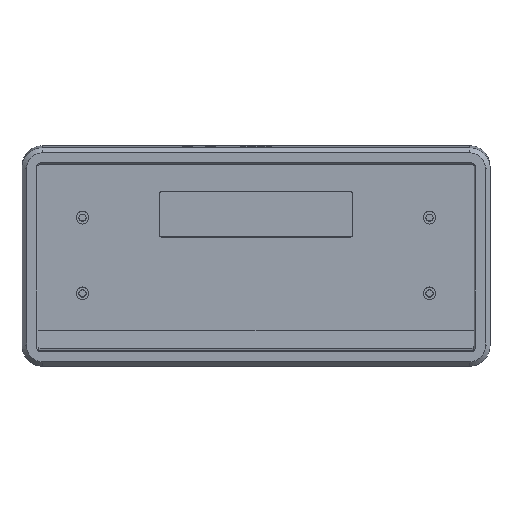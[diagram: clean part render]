
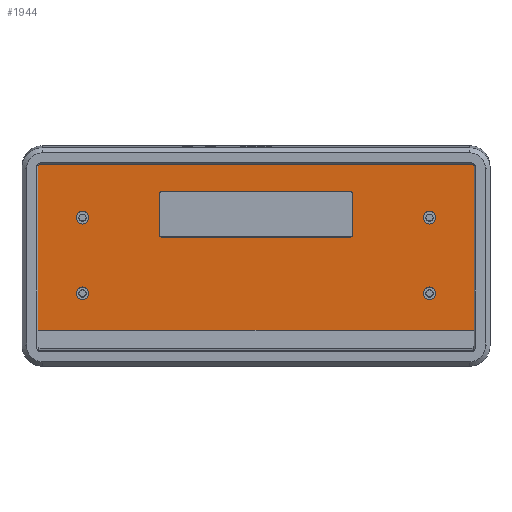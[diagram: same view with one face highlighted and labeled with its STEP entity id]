
A CAD part, top view. The second image highlights one B-rep face of the part: STEP entity #1944.
In plain terms, the highlighted planar face has unit normal (0, -0.052, 0.999).
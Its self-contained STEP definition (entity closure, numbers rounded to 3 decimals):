
#44=FACE_BOUND('',#358,.T.);
#45=FACE_BOUND('',#359,.T.);
#46=FACE_BOUND('',#360,.T.);
#47=FACE_BOUND('',#361,.T.);
#48=FACE_BOUND('',#362,.T.);
#117=CIRCLE('',#2087,1.);
#119=CIRCLE('',#2091,1.);
#121=CIRCLE('',#2095,1.);
#123=CIRCLE('',#2099,1.);
#124=CIRCLE('',#2107,1.);
#125=CIRCLE('',#2108,1.);
#126=CIRCLE('',#2109,2.75);
#127=CIRCLE('',#2110,2.75);
#128=CIRCLE('',#2111,2.75);
#129=CIRCLE('',#2112,2.75);
#232=FACE_OUTER_BOUND('',#357,.T.);
#357=EDGE_LOOP('',(#1479,#1480,#1481,#1482,#1483,#1484,#1485,#1486));
#358=EDGE_LOOP('',(#1487,#1488,#1489,#1490,#1491,#1492,#1493,#1494));
#359=EDGE_LOOP('',(#1495));
#360=EDGE_LOOP('',(#1496));
#361=EDGE_LOOP('',(#1497));
#362=EDGE_LOOP('',(#1498));
#513=LINE('',#2996,#698);
#519=LINE('',#3011,#704);
#523=LINE('',#3023,#708);
#526=LINE('',#3032,#711);
#528=LINE('',#3041,#713);
#531=LINE('',#3049,#716);
#535=LINE('',#3057,#720);
#536=LINE('',#3061,#721);
#537=LINE('',#3063,#722);
#538=LINE('',#3065,#723);
#698=VECTOR('',#2418,10.);
#704=VECTOR('',#2432,10.);
#708=VECTOR('',#2444,10.);
#711=VECTOR('',#2455,10.);
#713=VECTOR('',#2463,10.);
#716=VECTOR('',#2470,10.);
#720=VECTOR('',#2476,10.);
#721=VECTOR('',#2479,10.);
#722=VECTOR('',#2480,10.);
#723=VECTOR('',#2481,10.);
#879=VERTEX_POINT('',#2989);
#880=VERTEX_POINT('',#2991);
#881=VERTEX_POINT('',#2995);
#885=VERTEX_POINT('',#3004);
#886=VERTEX_POINT('',#3006);
#889=VERTEX_POINT('',#3016);
#890=VERTEX_POINT('',#3018);
#892=VERTEX_POINT('',#3027);
#895=VERTEX_POINT('',#3038);
#896=VERTEX_POINT('',#3040);
#899=VERTEX_POINT('',#3048);
#902=VERTEX_POINT('',#3056);
#903=VERTEX_POINT('',#3058);
#904=VERTEX_POINT('',#3060);
#905=VERTEX_POINT('',#3062);
#906=VERTEX_POINT('',#3064);
#907=VERTEX_POINT('',#3067);
#908=VERTEX_POINT('',#3069);
#909=VERTEX_POINT('',#3071);
#910=VERTEX_POINT('',#3073);
#1083=EDGE_CURVE('',#879,#880,#117,.T.);
#1085=EDGE_CURVE('',#881,#880,#513,.T.);
#1090=EDGE_CURVE('',#885,#886,#119,.T.);
#1093=EDGE_CURVE('',#879,#886,#519,.T.);
#1096=EDGE_CURVE('',#889,#890,#121,.T.);
#1099=EDGE_CURVE('',#885,#890,#523,.T.);
#1101=EDGE_CURVE('',#881,#892,#123,.T.);
#1104=EDGE_CURVE('',#889,#892,#526,.T.);
#1107=EDGE_CURVE('',#896,#895,#528,.T.);
#1111=EDGE_CURVE('',#896,#899,#531,.T.);
#1115=EDGE_CURVE('',#902,#895,#535,.T.);
#1116=EDGE_CURVE('',#902,#903,#124,.T.);
#1117=EDGE_CURVE('',#904,#903,#536,.T.);
#1118=EDGE_CURVE('',#905,#904,#537,.T.);
#1119=EDGE_CURVE('',#906,#905,#538,.T.);
#1120=EDGE_CURVE('',#906,#899,#125,.T.);
#1121=EDGE_CURVE('',#907,#907,#126,.T.);
#1122=EDGE_CURVE('',#908,#908,#127,.T.);
#1123=EDGE_CURVE('',#909,#909,#128,.T.);
#1124=EDGE_CURVE('',#910,#910,#129,.T.);
#1479=ORIENTED_EDGE('',*,*,#1107,.T.);
#1480=ORIENTED_EDGE('',*,*,#1115,.F.);
#1481=ORIENTED_EDGE('',*,*,#1116,.T.);
#1482=ORIENTED_EDGE('',*,*,#1117,.F.);
#1483=ORIENTED_EDGE('',*,*,#1118,.F.);
#1484=ORIENTED_EDGE('',*,*,#1119,.F.);
#1485=ORIENTED_EDGE('',*,*,#1120,.T.);
#1486=ORIENTED_EDGE('',*,*,#1111,.F.);
#1487=ORIENTED_EDGE('',*,*,#1093,.T.);
#1488=ORIENTED_EDGE('',*,*,#1090,.F.);
#1489=ORIENTED_EDGE('',*,*,#1099,.T.);
#1490=ORIENTED_EDGE('',*,*,#1096,.F.);
#1491=ORIENTED_EDGE('',*,*,#1104,.T.);
#1492=ORIENTED_EDGE('',*,*,#1101,.F.);
#1493=ORIENTED_EDGE('',*,*,#1085,.T.);
#1494=ORIENTED_EDGE('',*,*,#1083,.F.);
#1495=ORIENTED_EDGE('',*,*,#1121,.T.);
#1496=ORIENTED_EDGE('',*,*,#1122,.T.);
#1497=ORIENTED_EDGE('',*,*,#1123,.T.);
#1498=ORIENTED_EDGE('',*,*,#1124,.T.);
#1862=PLANE('',#2106);
#1944=ADVANCED_FACE('',(#232,#44,#45,#46,#47,#48),#1862,.F.);
#2087=AXIS2_PLACEMENT_3D('',#2992,#2413,#2414);
#2091=AXIS2_PLACEMENT_3D('',#3007,#2426,#2427);
#2095=AXIS2_PLACEMENT_3D('',#3019,#2438,#2439);
#2099=AXIS2_PLACEMENT_3D('',#3028,#2449,#2450);
#2106=AXIS2_PLACEMENT_3D('',#3055,#2474,#2475);
#2107=AXIS2_PLACEMENT_3D('',#3059,#2477,#2478);
#2108=AXIS2_PLACEMENT_3D('',#3066,#2482,#2483);
#2109=AXIS2_PLACEMENT_3D('',#3068,#2484,#2485);
#2110=AXIS2_PLACEMENT_3D('',#3070,#2486,#2487);
#2111=AXIS2_PLACEMENT_3D('',#3072,#2488,#2489);
#2112=AXIS2_PLACEMENT_3D('',#3074,#2490,#2491);
#2413=DIRECTION('center_axis',(0.,-0.052,
0.999));
#2414=DIRECTION('ref_axis',(0.707,0.706,0.037));
#2418=DIRECTION('',(1.,0.,0.));
#2426=DIRECTION('center_axis',(0.,-0.052,
0.999));
#2427=DIRECTION('ref_axis',(0.707,-0.706,-0.037));
#2432=DIRECTION('',(0.,-0.999,-0.052));
#2438=DIRECTION('center_axis',(0.,-0.052,
0.999));
#2439=DIRECTION('ref_axis',(-0.707,-0.706,-0.037));
#2444=DIRECTION('',(-1.,0.,0.));
#2449=DIRECTION('center_axis',(0.,-0.052,
0.999));
#2450=DIRECTION('ref_axis',(-0.707,0.706,0.037));
#2455=DIRECTION('',(0.,0.999,0.052));
#2463=DIRECTION('',(1.,0.,0.));
#2470=DIRECTION('',(0.,0.999,0.052));
#2474=DIRECTION('center_axis',(0.,0.052,
-0.999));
#2475=DIRECTION('ref_axis',(1.,0.,0.));
#2476=DIRECTION('',(0.,-0.999,-0.052));
#2477=DIRECTION('center_axis',(0.,-0.052,
0.999));
#2478=DIRECTION('ref_axis',(0.707,0.706,0.037));
#2479=DIRECTION('',(1.,0.,0.));
#2480=DIRECTION('',(1.,0.,0.));
#2481=DIRECTION('',(1.,0.,0.));
#2482=DIRECTION('center_axis',(0.,-0.052,
0.999));
#2483=DIRECTION('ref_axis',(-0.707,0.706,0.037));
#2484=DIRECTION('center_axis',(0.,0.052,
-0.999));
#2485=DIRECTION('ref_axis',(-1.,0.,0.));
#2486=DIRECTION('center_axis',(0.,0.052,
-0.999));
#2487=DIRECTION('ref_axis',(-1.,0.,0.));
#2488=DIRECTION('center_axis',(0.,0.052,
-0.999));
#2489=DIRECTION('ref_axis',(-1.,0.,0.));
#2490=DIRECTION('center_axis',(0.,0.052,
-0.999));
#2491=DIRECTION('ref_axis',(-1.,0.,0.));
#2989=CARTESIAN_POINT('',(162.758,80.679,3.926));
#2991=CARTESIAN_POINT('',(161.758,81.678,3.978));
#2992=CARTESIAN_POINT('Origin',(161.758,80.679,3.926));
#2995=CARTESIAN_POINT('',(78.758,81.678,3.978));
#2996=CARTESIAN_POINT('',(99.008,81.678,3.978));
#3004=CARTESIAN_POINT('',(161.758,61.705,2.931));
#3006=CARTESIAN_POINT('',(162.758,62.704,2.984));
#3007=CARTESIAN_POINT('Origin',(161.758,62.704,2.984));
#3011=CARTESIAN_POINT('',(162.758,67.706,3.246));
#3016=CARTESIAN_POINT('',(77.758,62.704,2.984));
#3018=CARTESIAN_POINT('',(78.758,61.705,2.931));
#3019=CARTESIAN_POINT('Origin',(78.758,62.704,2.984));
#3023=CARTESIAN_POINT('',(141.508,61.705,2.931));
#3027=CARTESIAN_POINT('',(77.758,80.679,3.926));
#3028=CARTESIAN_POINT('Origin',(78.758,80.679,3.926));
#3032=CARTESIAN_POINT('',(77.758,57.72,2.722));
#3038=CARTESIAN_POINT('',(216.008,20.804,0.788));
#3040=CARTESIAN_POINT('',(24.508,20.804,0.788));
#3041=CARTESIAN_POINT('',(120.258,20.804,0.788));
#3048=CARTESIAN_POINT('',(24.508,93.661,4.606));
#3049=CARTESIAN_POINT('',(24.508,94.66,4.658));
#3055=CARTESIAN_POINT('Origin',(120.258,53.735,2.514));
#3056=CARTESIAN_POINT('',(216.008,93.661,4.606));
#3057=CARTESIAN_POINT('',(216.008,12.81,0.369));
#3058=CARTESIAN_POINT('',(215.008,94.66,4.658));
#3059=CARTESIAN_POINT('Origin',(215.008,93.661,4.606));
#3060=CARTESIAN_POINT('',(126.902,94.66,4.658));
#3061=CARTESIAN_POINT('',(216.008,94.66,4.658));
#3062=CARTESIAN_POINT('',(113.613,94.66,4.658));
#3063=CARTESIAN_POINT('',(216.008,94.66,4.658));
#3064=CARTESIAN_POINT('',(25.508,94.66,4.658));
#3065=CARTESIAN_POINT('',(216.008,94.66,4.658));
#3066=CARTESIAN_POINT('Origin',(25.508,93.661,4.606));
#3067=CARTESIAN_POINT('',(46.808,37.089,1.641));
#3068=CARTESIAN_POINT('Origin',(44.058,37.089,1.641));
#3069=CARTESIAN_POINT('',(199.208,70.381,3.386));
#3070=CARTESIAN_POINT('Origin',(196.458,70.381,3.386));
#3071=CARTESIAN_POINT('',(46.808,70.381,3.386));
#3072=CARTESIAN_POINT('Origin',(44.058,70.381,3.386));
#3073=CARTESIAN_POINT('',(199.208,37.089,1.641));
#3074=CARTESIAN_POINT('Origin',(196.458,37.089,1.641));
